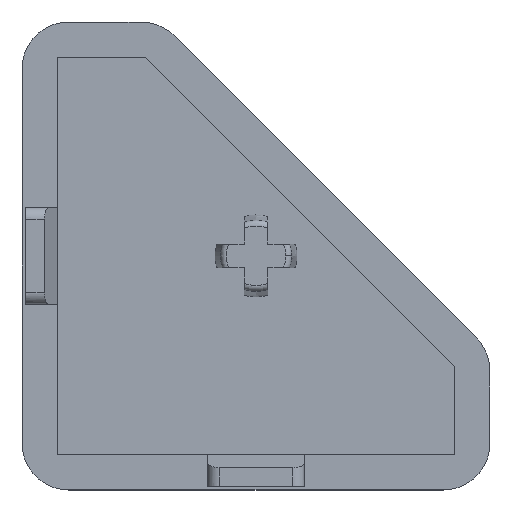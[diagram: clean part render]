
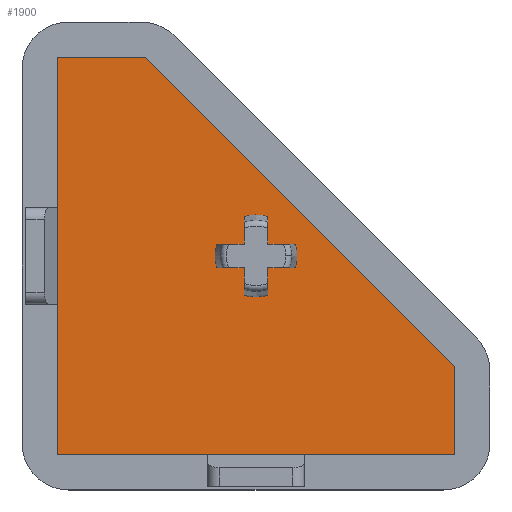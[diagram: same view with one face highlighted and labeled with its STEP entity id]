
A CAD part, top view. The second image highlights one B-rep face of the part: STEP entity #1900.
In plain terms, the highlighted planar face has unit normal (0, 0, 1).
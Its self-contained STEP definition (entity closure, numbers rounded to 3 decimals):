
#38 = ORIENTED_EDGE ( 'NONE', *, *, #1994, .T. ) ;
#39 = ORIENTED_EDGE ( 'NONE', *, *, #1995, .T. ) ;
#40 = ORIENTED_EDGE ( 'NONE', *, *, #1996, .T. ) ;
#41 = ORIENTED_EDGE ( 'NONE', *, *, #1997, .T. ) ;
#42 = ORIENTED_EDGE ( 'NONE', *, *, #1998, .T. ) ;
#43 = ORIENTED_EDGE ( 'NONE', *, *, #1999, .F. ) ;
#44 = ORIENTED_EDGE ( 'NONE', *, *, #1969, .F. ) ;
#45 = ORIENTED_EDGE ( 'NONE', *, *, #2000, .F. ) ;
#46 = ORIENTED_EDGE ( 'NONE', *, *, #2001, .F. ) ;
#47 = ORIENTED_EDGE ( 'NONE', *, *, #2002, .F. ) ;
#48 = ORIENTED_EDGE ( 'NONE', *, *, #2003, .F. ) ;
#49 = ORIENTED_EDGE ( 'NONE', *, *, #2004, .F. ) ;
#50 = ORIENTED_EDGE ( 'NONE', *, *, #2005, .F. ) ;
#51 = ORIENTED_EDGE ( 'NONE', *, *, #2006, .F. ) ;
#52 = ORIENTED_EDGE ( 'NONE', *, *, #1665, .F. ) ;
#53 = ORIENTED_EDGE ( 'NONE', *, *, #2007, .F. ) ;
#54 = ORIENTED_EDGE ( 'NONE', *, *, #2008, .F. ) ;
#55 = ORIENTED_EDGE ( 'NONE', *, *, #2009, .F. ) ;
#177 = VERTEX_POINT ( 'NONE', #1673 ) ;
#187 = VERTEX_POINT ( 'NONE', #1681 ) ;
#207 = VERTEX_POINT ( 'NONE', #1701 ) ;
#208 = VERTEX_POINT ( 'NONE', #1702 ) ;
#209 = VERTEX_POINT ( 'NONE', #1703 ) ;
#210 = VERTEX_POINT ( 'NONE', #1704 ) ;
#211 = VERTEX_POINT ( 'NONE', #1705 ) ;
#212 = VERTEX_POINT ( 'NONE', #1706 ) ;
#213 = VERTEX_POINT ( 'NONE', #1707 ) ;
#214 = VERTEX_POINT ( 'NONE', #1708 ) ;
#215 = VERTEX_POINT ( 'NONE', #1709 ) ;
#216 = VERTEX_POINT ( 'NONE', #1710 ) ;
#217 = VERTEX_POINT ( 'NONE', #1711 ) ;
#218 = VERTEX_POINT ( 'NONE', #1712 ) ;
#219 = VERTEX_POINT ( 'NONE', #1713 ) ;
#220 = VERTEX_POINT ( 'NONE', #1714 ) ;
#221 = VERTEX_POINT ( 'NONE', #1715 ) ;
#222 = VERTEX_POINT ( 'NONE', #1716 ) ;
#295 = EDGE_LOOP ( 'NONE', ( #38, #39, #40, #41, #42 ) ) ;
#298 = EDGE_LOOP ( 'NONE', ( #43, #44, #45, #46, #47, #48, #49, #50, #51, #52, #53, #54, #55 ) ) ;
#489 = AXIS2_PLACEMENT_3D ( 'NONE', #814, #812, #818 ) ;
#663 = LINE ( 'NONE', #1887, #664 ) ;
#664 = VECTOR ( 'NONE', #1888, 1000. ) ;
#668 = FACE_OUTER_BOUND ( 'NONE', #295, .T. ) ;
#676 = FACE_BOUND ( 'NONE', #298, .T. ) ;
#770 = CIRCLE ( 'NONE', #1090, 3.5 ) ;
#812 = DIRECTION ( 'NONE',  ( 0., 0., 1. ) ) ;
#814 = CARTESIAN_POINT ( 'NONE',  ( -17., -17., 3. ) ) ;
#816 = PLANE ( 'NONE',  #489 ) ;
#818 = DIRECTION ( 'NONE',  ( 1., 0., 0. ) ) ;
#1090 = AXIS2_PLACEMENT_3D ( 'NONE', #1168, #1169, #1170 ) ;
#1096 = AXIS2_PLACEMENT_3D ( 'NONE', #1237, #1238, #1239 ) ;
#1097 = AXIS2_PLACEMENT_3D ( 'NONE', #1244, #1245, #1246 ) ;
#1098 = AXIS2_PLACEMENT_3D ( 'NONE', #1250, #1251, #1252 ) ;
#1099 = AXIS2_PLACEMENT_3D ( 'NONE', #1257, #1258, #1259 ) ;
#1168 = CARTESIAN_POINT ( 'NONE',  ( 0., 0., 3. ) ) ;
#1169 = DIRECTION ( 'NONE',  ( 0., 0., 1. ) ) ;
#1170 = DIRECTION ( 'NONE',  ( 1., 0., 0. ) ) ;
#1220 = CARTESIAN_POINT ( 'NONE',  ( -17., -17., 3. ) ) ;
#1223 = CARTESIAN_POINT ( 'NONE',  ( -17., 17., 3. ) ) ;
#1224 = DIRECTION ( 'NONE',  ( -1., 0., 0. ) ) ;
#1225 = DIRECTION ( 'NONE',  ( 0., -1., 0. ) ) ;
#1226 = DIRECTION ( 'NONE',  ( 1., 0., 0. ) ) ;
#1227 = CARTESIAN_POINT ( 'NONE',  ( 17., -9.412, 3. ) ) ;
#1228 = DIRECTION ( 'NONE',  ( 0., 1., 0. ) ) ;
#1229 = CARTESIAN_POINT ( 'NONE',  ( -9.412, 17., 3. ) ) ;
#1230 = DIRECTION ( 'NONE',  ( -0.707, 0.707, 0. ) ) ;
#1231 = CARTESIAN_POINT ( 'NONE',  ( -17., 17., 3. ) ) ;
#1232 = DIRECTION ( 'NONE',  ( -1., 0., 0. ) ) ;
#1233 = CARTESIAN_POINT ( 'NONE',  ( -3.354, -1., 3. ) ) ;
#1234 = DIRECTION ( 'NONE',  ( 1., 0., 0. ) ) ;
#1235 = CARTESIAN_POINT ( 'NONE',  ( -1., 3.354, 3. ) ) ;
#1236 = CARTESIAN_POINT ( 'NONE',  ( -3.354, 1., 3. ) ) ;
#1237 = CARTESIAN_POINT ( 'NONE',  ( 0., 0., 3. ) ) ;
#1238 = DIRECTION ( 'NONE',  ( 0., 0., 1. ) ) ;
#1239 = DIRECTION ( 'NONE',  ( 1., 0., 0. ) ) ;
#1240 = DIRECTION ( 'NONE',  ( 0., -1., 0. ) ) ;
#1241 = DIRECTION ( 'NONE',  ( 0., 1., 0. ) ) ;
#1242 = CARTESIAN_POINT ( 'NONE',  ( 1., 1., 3. ) ) ;
#1243 = CARTESIAN_POINT ( 'NONE',  ( 1., 3.354, 3. ) ) ;
#1244 = CARTESIAN_POINT ( 'NONE',  ( 0., 0., 3. ) ) ;
#1245 = DIRECTION ( 'NONE',  ( 0., 0., 1. ) ) ;
#1246 = DIRECTION ( 'NONE',  ( 1., 0., 0. ) ) ;
#1247 = DIRECTION ( 'NONE',  ( -1., 0., 0. ) ) ;
#1248 = DIRECTION ( 'NONE',  ( 0., 1., 0. ) ) ;
#1249 = CARTESIAN_POINT ( 'NONE',  ( 1., -1., 3. ) ) ;
#1250 = CARTESIAN_POINT ( 'NONE',  ( 0., 0., 3. ) ) ;
#1251 = DIRECTION ( 'NONE',  ( 0., 0., 1. ) ) ;
#1252 = DIRECTION ( 'NONE',  ( 1., 0., 0. ) ) ;
#1253 = DIRECTION ( 'NONE',  ( 0., -1., 0. ) ) ;
#1256 = CARTESIAN_POINT ( 'NONE',  ( -1., -1., 3. ) ) ;
#1257 = CARTESIAN_POINT ( 'NONE',  ( 0., 0., 3. ) ) ;
#1258 = DIRECTION ( 'NONE',  ( 0., 0., 1. ) ) ;
#1259 = DIRECTION ( 'NONE',  ( 1., 0., 0. ) ) ;
#1419 = LINE ( 'NONE', #1220, #1426 ) ;
#1421 = LINE ( 'NONE', #1223, #1424 ) ;
#1423 = LINE ( 'NONE', #1236, #1437 ) ;
#1424 = VECTOR ( 'NONE', #1225, 1000. ) ;
#1425 = LINE ( 'NONE', #1227, #1428 ) ;
#1426 = VECTOR ( 'NONE', #1226, 1000. ) ;
#1427 = LINE ( 'NONE', #1229, #1430 ) ;
#1428 = VECTOR ( 'NONE', #1228, 1000. ) ;
#1429 = LINE ( 'NONE', #1231, #1432 ) ;
#1430 = VECTOR ( 'NONE', #1230, 1000. ) ;
#1431 = LINE ( 'NONE', #1233, #1434 ) ;
#1432 = VECTOR ( 'NONE', #1232, 1000. ) ;
#1433 = CIRCLE ( 'NONE', #1096, 3.5 ) ;
#1434 = VECTOR ( 'NONE', #1234, 1000. ) ;
#1435 = LINE ( 'NONE', #1235, #1439 ) ;
#1436 = CIRCLE ( 'NONE', #1097, 3.5 ) ;
#1437 = VECTOR ( 'NONE', #1224, 1000. ) ;
#1438 = LINE ( 'NONE', #1243, #1442 ) ;
#1439 = VECTOR ( 'NONE', #1240, 1000. ) ;
#1440 = LINE ( 'NONE', #1242, #1444 ) ;
#1441 = CIRCLE ( 'NONE', #1098, 3.5 ) ;
#1442 = VECTOR ( 'NONE', #1241, 1000. ) ;
#1443 = LINE ( 'NONE', #1249, #1447 ) ;
#1444 = VECTOR ( 'NONE', #1247, 1000. ) ;
#1445 = CIRCLE ( 'NONE', #1099, 3.5 ) ;
#1446 = LINE ( 'NONE', #1256, #1450 ) ;
#1447 = VECTOR ( 'NONE', #1248, 1000. ) ;
#1450 = VECTOR ( 'NONE', #1253, 1000. ) ;
#1665 = EDGE_CURVE ( 'NONE', #220, #219, #663, .T. ) ;
#1673 = CARTESIAN_POINT ( 'NONE',  ( -3.5, 0., 3. ) ) ;
#1681 = CARTESIAN_POINT ( 'NONE',  ( -3.354, -1., 3. ) ) ;
#1701 = CARTESIAN_POINT ( 'NONE',  ( -3.354, 1., 3. ) ) ;
#1702 = CARTESIAN_POINT ( 'NONE',  ( -17., 17., 3. ) ) ;
#1703 = CARTESIAN_POINT ( 'NONE',  ( -1., 3.354, 3. ) ) ;
#1704 = CARTESIAN_POINT ( 'NONE',  ( -17., -17., 3. ) ) ;
#1705 = CARTESIAN_POINT ( 'NONE',  ( -1., -1., 3. ) ) ;
#1706 = CARTESIAN_POINT ( 'NONE',  ( 1., 1., 3. ) ) ;
#1707 = CARTESIAN_POINT ( 'NONE',  ( 17., -17., 3. ) ) ;
#1708 = CARTESIAN_POINT ( 'NONE',  ( 17., -9.412, 3. ) ) ;
#1709 = CARTESIAN_POINT ( 'NONE',  ( -9.412, 17., 3. ) ) ;
#1710 = CARTESIAN_POINT ( 'NONE',  ( 1., 3.354, 3. ) ) ;
#1711 = CARTESIAN_POINT ( 'NONE',  ( -1., 1., 3. ) ) ;
#1712 = CARTESIAN_POINT ( 'NONE',  ( 3.354, 1., 3. ) ) ;
#1713 = CARTESIAN_POINT ( 'NONE',  ( 3.354, -1., 3. ) ) ;
#1714 = CARTESIAN_POINT ( 'NONE',  ( 1., -1., 3. ) ) ;
#1715 = CARTESIAN_POINT ( 'NONE',  ( 1., -3.354, 3. ) ) ;
#1716 = CARTESIAN_POINT ( 'NONE',  ( -1., -3.354, 3. ) ) ;
#1887 = CARTESIAN_POINT ( 'NONE',  ( 1., -1., 3. ) ) ;
#1888 = DIRECTION ( 'NONE',  ( 1., 0., 0. ) ) ;
#1900 = ADVANCED_FACE ( 'NONE', ( #668, #676 ), #816, .T. ) ;
#1969 = EDGE_CURVE ( 'NONE', #177, #187, #770, .T. ) ;
#1994 = EDGE_CURVE ( 'NONE', #208, #210, #1421, .T. ) ;
#1995 = EDGE_CURVE ( 'NONE', #210, #213, #1419, .T. ) ;
#1996 = EDGE_CURVE ( 'NONE', #213, #214, #1425, .T. ) ;
#1997 = EDGE_CURVE ( 'NONE', #214, #215, #1427, .T. ) ;
#1998 = EDGE_CURVE ( 'NONE', #215, #208, #1429, .T. ) ;
#1999 = EDGE_CURVE ( 'NONE', #187, #211, #1431, .T. ) ;
#2000 = EDGE_CURVE ( 'NONE', #207, #177, #1433, .T. ) ;
#2001 = EDGE_CURVE ( 'NONE', #217, #207, #1423, .T. ) ;
#2002 = EDGE_CURVE ( 'NONE', #209, #217, #1435, .T. ) ;
#2003 = EDGE_CURVE ( 'NONE', #216, #209, #1436, .T. ) ;
#2004 = EDGE_CURVE ( 'NONE', #212, #216, #1438, .T. ) ;
#2005 = EDGE_CURVE ( 'NONE', #218, #212, #1440, .T. ) ;
#2006 = EDGE_CURVE ( 'NONE', #219, #218, #1441, .T. ) ;
#2007 = EDGE_CURVE ( 'NONE', #221, #220, #1443, .T. ) ;
#2008 = EDGE_CURVE ( 'NONE', #222, #221, #1445, .T. ) ;
#2009 = EDGE_CURVE ( 'NONE', #211, #222, #1446, .T. ) ;
